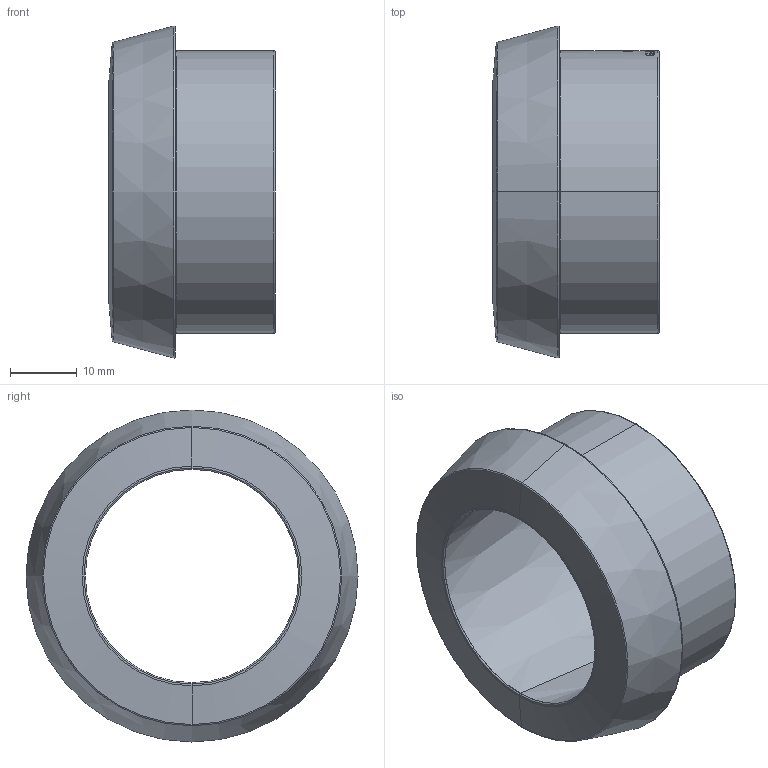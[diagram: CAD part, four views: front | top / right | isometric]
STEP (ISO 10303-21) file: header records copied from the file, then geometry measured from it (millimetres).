
FILE_DESCRIPTION (( 'STEP AP214' ), '1' );
FILE_NAME ('GL-214-042-x Kegelstutzen ISO SD42,4 x 2,0 heco.STEP', '2017-09-14T07:10:23', ( '' ), ( '' ), 'SwSTEP 2.0', 'SolidWorks 2016', '' );
FILE_SCHEMA (( 'AUTOMOTIVE_DESIGN' ));
Length unit declared in the file: millimetre
Products named in the file (1): GL-214-042-x Kegelstutzen ISO SD42,4 x 2,0 heco
Bounding box: 25 x 49.88 x 49.88 mm (x, y, z)
Volume: 14189.4 mm3; surface area: 7773.4 mm2
Topology: 1 solids, 1 shells, 202 faces, 518 edges, 340 vertices
Faces by surface type: bspline 86, plane 73, cylinder 23, torus 14, cone 6
Entity records: 14066 total; most frequent: CARTESIAN_POINT 7909, ORIENTED_EDGE 1036, DIRECTION 600, EDGE_CURVE 518, VERTEX_POINT 340, B_SPLINE_CURVE_WITH_KNOTS 276, AXIS2_PLACEMENT_3D 241, EDGE_LOOP 226
